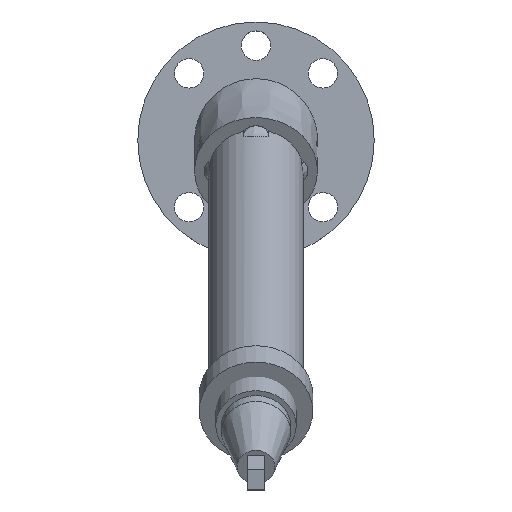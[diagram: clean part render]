
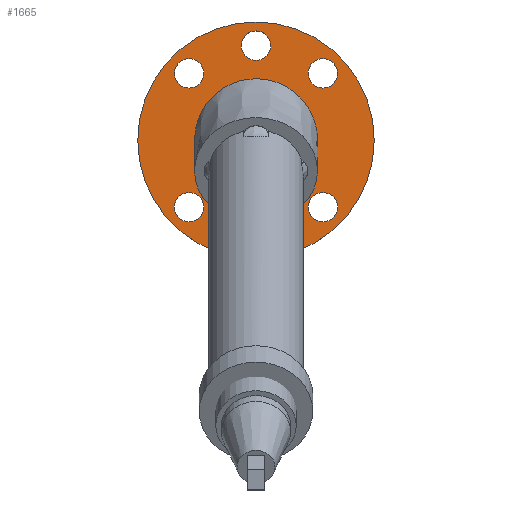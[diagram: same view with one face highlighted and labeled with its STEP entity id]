
A CAD part, top view. The second image highlights one B-rep face of the part: STEP entity #1665.
In plain terms, the highlighted planar face has unit normal (0, 0, 1).
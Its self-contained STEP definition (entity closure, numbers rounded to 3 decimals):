
#39=B_SPLINE_CURVE_WITH_KNOTS('',3,(#3222,#3223,#3224,#3225,#3226,#3227,
#3228,#3229,#3230,#3231,#3232,#3233,#3234,#3235,#3236,#3237,#3238),
 .UNSPECIFIED.,.T.,.F.,(4,1,1,1,1,1,1,1,1,1,1,1,1,1,4),(-1.,-0.929,
-0.857,-0.786,-0.714,-0.619,
-0.571,-0.524,-0.429,-0.357,
-0.286,-0.214,-0.143,-0.071,
0.),.UNSPECIFIED.);
#71=FACE_BOUND('',#401,.T.);
#72=FACE_BOUND('',#402,.T.);
#73=FACE_BOUND('',#403,.T.);
#74=FACE_BOUND('',#404,.T.);
#75=FACE_BOUND('',#405,.T.);
#76=FACE_BOUND('',#406,.T.);
#196=CIRCLE('',#1882,3.1);
#198=CIRCLE('',#1885,3.1);
#200=CIRCLE('',#1888,3.1);
#202=CIRCLE('',#1891,3.1);
#204=CIRCLE('',#1894,3.1);
#206=CIRCLE('',#1897,25.);
#294=FACE_OUTER_BOUND('',#400,.T.);
#400=EDGE_LOOP('',(#1465));
#401=EDGE_LOOP('',(#1466));
#402=EDGE_LOOP('',(#1467));
#403=EDGE_LOOP('',(#1468));
#404=EDGE_LOOP('',(#1469));
#405=EDGE_LOOP('',(#1470));
#406=EDGE_LOOP('',(#1471));
#804=VERTEX_POINT('',#3221);
#805=VERTEX_POINT('',#3241);
#807=VERTEX_POINT('',#3247);
#809=VERTEX_POINT('',#3253);
#811=VERTEX_POINT('',#3259);
#813=VERTEX_POINT('',#3265);
#815=VERTEX_POINT('',#3271);
#1020=EDGE_CURVE('',#804,#804,#39,.T.);
#1022=EDGE_CURVE('',#805,#805,#196,.F.);
#1025=EDGE_CURVE('',#807,#807,#198,.F.);
#1028=EDGE_CURVE('',#809,#809,#200,.F.);
#1031=EDGE_CURVE('',#811,#811,#202,.F.);
#1034=EDGE_CURVE('',#813,#813,#204,.F.);
#1037=EDGE_CURVE('',#815,#815,#206,.T.);
#1465=ORIENTED_EDGE('',*,*,#1037,.T.);
#1466=ORIENTED_EDGE('',*,*,#1020,.T.);
#1467=ORIENTED_EDGE('',*,*,#1034,.T.);
#1468=ORIENTED_EDGE('',*,*,#1031,.T.);
#1469=ORIENTED_EDGE('',*,*,#1028,.T.);
#1470=ORIENTED_EDGE('',*,*,#1025,.T.);
#1471=ORIENTED_EDGE('',*,*,#1022,.T.);
#1574=PLANE('',#1899);
#1665=ADVANCED_FACE('',(#294,#71,#72,#73,#74,#75,#76),#1574,.T.);
#1882=AXIS2_PLACEMENT_3D('',#3242,#2330,#2331);
#1885=AXIS2_PLACEMENT_3D('',#3248,#2337,#2338);
#1888=AXIS2_PLACEMENT_3D('',#3254,#2344,#2345);
#1891=AXIS2_PLACEMENT_3D('',#3260,#2351,#2352);
#1894=AXIS2_PLACEMENT_3D('',#3266,#2358,#2359);
#1897=AXIS2_PLACEMENT_3D('',#3272,#2365,#2366);
#1899=AXIS2_PLACEMENT_3D('',#3276,#2370,#2371);
#2330=DIRECTION('center_axis',(0.,0.,1.));
#2331=DIRECTION('ref_axis',(1.,0.,0.));
#2337=DIRECTION('center_axis',(0.,0.,1.));
#2338=DIRECTION('ref_axis',(1.,0.,0.));
#2344=DIRECTION('center_axis',(0.,0.,1.));
#2345=DIRECTION('ref_axis',(1.,0.,0.));
#2351=DIRECTION('center_axis',(0.,0.,1.));
#2352=DIRECTION('ref_axis',(1.,0.,0.));
#2358=DIRECTION('center_axis',(0.,0.,1.));
#2359=DIRECTION('ref_axis',(1.,0.,0.));
#2365=DIRECTION('center_axis',(0.,0.,1.));
#2366=DIRECTION('ref_axis',(1.,0.,0.));
#2370=DIRECTION('center_axis',(0.,0.,1.));
#2371=DIRECTION('ref_axis',(1.,0.,0.));
#3221=CARTESIAN_POINT('',(-13.,0.,6.));
#3222=CARTESIAN_POINT('Ctrl Pts',(-13.,0.,6.));
#3223=CARTESIAN_POINT('Ctrl Pts',(-13.,1.945,6.));
#3224=CARTESIAN_POINT('Ctrl Pts',(-12.113,5.832,6.));
#3225=CARTESIAN_POINT('Ctrl Pts',(-8.381,10.513,6.));
#3226=CARTESIAN_POINT('Ctrl Pts',(-2.993,13.104,6.));
#3227=CARTESIAN_POINT('Ctrl Pts',(3.66,13.114,6.));
#3228=CARTESIAN_POINT('Ctrl Pts',(8.941,10.067,6.));
#3229=CARTESIAN_POINT('Ctrl Pts',(11.884,5.723,6.));
#3230=CARTESIAN_POINT('Ctrl Pts',(13.446,0.714,6.));
#3231=CARTESIAN_POINT('Ctrl Pts',(12.535,-5.315,6.));
#3232=CARTESIAN_POINT('Ctrl Pts',(8.379,-10.51,6.));
#3233=CARTESIAN_POINT('Ctrl Pts',(2.993,-13.107,6.));
#3234=CARTESIAN_POINT('Ctrl Pts',(-2.992,-13.107,6.));
#3235=CARTESIAN_POINT('Ctrl Pts',(-8.382,-10.513,6.));
#3236=CARTESIAN_POINT('Ctrl Pts',(-12.113,-5.833,6.));
#3237=CARTESIAN_POINT('Ctrl Pts',(-13.,-1.945,6.));
#3238=CARTESIAN_POINT('Ctrl Pts',(-13.,0.,6.));
#3241=CARTESIAN_POINT('',(-17.242,14.142,6.));
#3242=CARTESIAN_POINT('Origin',(-14.142,14.142,6.));
#3247=CARTESIAN_POINT('',(-17.242,-14.142,6.));
#3248=CARTESIAN_POINT('Origin',(-14.142,-14.142,6.));
#3253=CARTESIAN_POINT('',(11.042,-14.142,6.));
#3254=CARTESIAN_POINT('Origin',(14.142,-14.142,6.));
#3259=CARTESIAN_POINT('',(11.042,14.142,6.));
#3260=CARTESIAN_POINT('Origin',(14.142,14.142,6.));
#3265=CARTESIAN_POINT('',(-3.1,20.,6.));
#3266=CARTESIAN_POINT('Origin',(0.,20.,6.));
#3271=CARTESIAN_POINT('',(-25.,0.,6.));
#3272=CARTESIAN_POINT('Origin',(0.,0.,6.));
#3276=CARTESIAN_POINT('Origin',(0.,0.,6.));
